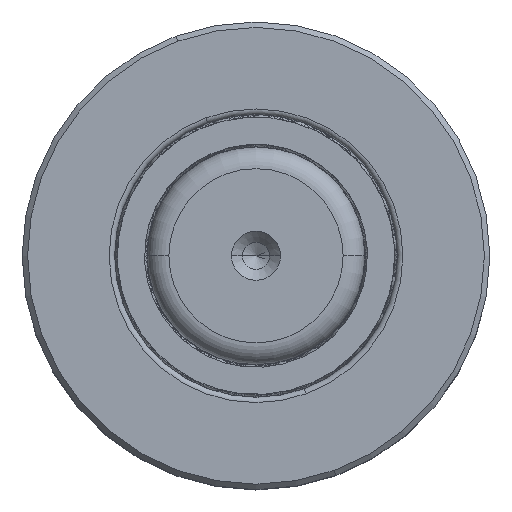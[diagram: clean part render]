
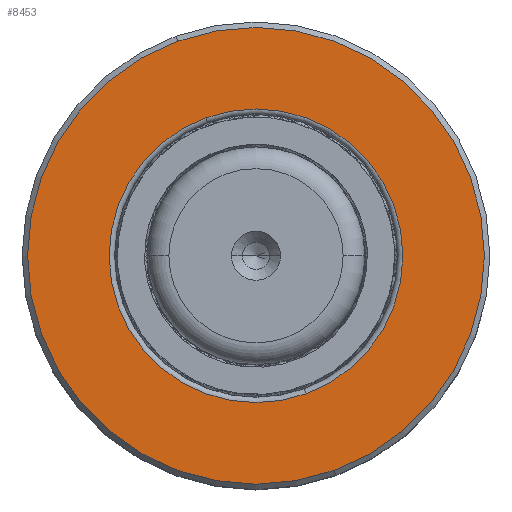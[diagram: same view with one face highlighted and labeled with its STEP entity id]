
A CAD part, top view. The second image highlights one B-rep face of the part: STEP entity #8453.
In plain terms, the highlighted face is planar.
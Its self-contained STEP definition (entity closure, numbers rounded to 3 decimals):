
#856 = CIRCLE ( 'NONE', #14630, 13.5 ) ;
#1274 = PLANE ( 'NONE',  #23120 ) ;
#1381 = CARTESIAN_POINT ( 'NONE',  ( 0., 10.687, 0. ) ) ;
#2109 = ORIENTED_EDGE ( 'NONE', *, *, #35407, .T. ) ;
#2164 = CARTESIAN_POINT ( 'NONE',  ( 0., 10.687, -21. ) ) ;
#2344 = EDGE_CURVE ( 'NONE', #9004, #32154, #10083, .T. ) ;
#2899 = AXIS2_PLACEMENT_3D ( 'NONE', #32885, #13081, #15772 ) ;
#2973 = EDGE_CURVE ( 'NONE', #35422, #32631, #856, .T. ) ;
#4080 = DIRECTION ( 'NONE',  ( 0., 0., 1. ) ) ;
#4101 = CARTESIAN_POINT ( 'NONE',  ( 0., 10.687, 13.5 ) ) ;
#6001 = CARTESIAN_POINT ( 'NONE',  ( 0., 10.687, 0. ) ) ;
#6117 = DIRECTION ( 'NONE',  ( 0., -1., 0. ) ) ;
#7002 = CARTESIAN_POINT ( 'NONE',  ( 21., 10.687, 0. ) ) ;
#8453 = ADVANCED_FACE ( 'NONE', ( #18752, #18280 ), #1274, .T. ) ;
#9004 = VERTEX_POINT ( 'NONE', #22246 ) ;
#9284 = ORIENTED_EDGE ( 'NONE', *, *, #2344, .F. ) ;
#10083 = CIRCLE ( 'NONE', #2899, 21. ) ;
#10385 = ORIENTED_EDGE ( 'NONE', *, *, #17608, .F. ) ;
#12158 = CARTESIAN_POINT ( 'NONE',  ( 0., 10.687, -13.5 ) ) ;
#12278 = DIRECTION ( 'NONE',  ( 0., -1., 0. ) ) ;
#13081 = DIRECTION ( 'NONE',  ( 0., -1., 0. ) ) ;
#14630 = AXIS2_PLACEMENT_3D ( 'NONE', #6001, #6117, #28382 ) ;
#15772 = DIRECTION ( 'NONE',  ( 0., 0., -1. ) ) ;
#16889 = AXIS2_PLACEMENT_3D ( 'NONE', #31711, #34577, #23323 ) ;
#17608 = EDGE_CURVE ( 'NONE', #32154, #9004, #32678, .T. ) ;
#18280 = FACE_OUTER_BOUND ( 'NONE', #31339, .T. ) ;
#18752 = FACE_BOUND ( 'NONE', #33197, .T. ) ;
#20863 = DIRECTION ( 'NONE',  ( 0., 1., 0. ) ) ;
#22246 = CARTESIAN_POINT ( 'NONE',  ( 0., 10.687, 21. ) ) ;
#23120 = AXIS2_PLACEMENT_3D ( 'NONE', #7002, #20863, #4080 ) ;
#23323 = DIRECTION ( 'NONE',  ( 0., 0., -1. ) ) ;
#26621 = AXIS2_PLACEMENT_3D ( 'NONE', #1381, #12278, #29002 ) ;
#27761 = ORIENTED_EDGE ( 'NONE', *, *, #2973, .T. ) ;
#28382 = DIRECTION ( 'NONE',  ( 0., 0., -1. ) ) ;
#29002 = DIRECTION ( 'NONE',  ( 0., 0., -1. ) ) ;
#30649 = CIRCLE ( 'NONE', #26621, 13.5 ) ;
#31339 = EDGE_LOOP ( 'NONE', ( #10385, #9284 ) ) ;
#31711 = CARTESIAN_POINT ( 'NONE',  ( 0., 10.687, 0. ) ) ;
#32154 = VERTEX_POINT ( 'NONE', #2164 ) ;
#32631 = VERTEX_POINT ( 'NONE', #4101 ) ;
#32678 = CIRCLE ( 'NONE', #16889, 21. ) ;
#32885 = CARTESIAN_POINT ( 'NONE',  ( 0., 10.687, 0. ) ) ;
#33197 = EDGE_LOOP ( 'NONE', ( #27761, #2109 ) ) ;
#34577 = DIRECTION ( 'NONE',  ( 0., -1., 0. ) ) ;
#35407 = EDGE_CURVE ( 'NONE', #32631, #35422, #30649, .T. ) ;
#35422 = VERTEX_POINT ( 'NONE', #12158 ) ;
